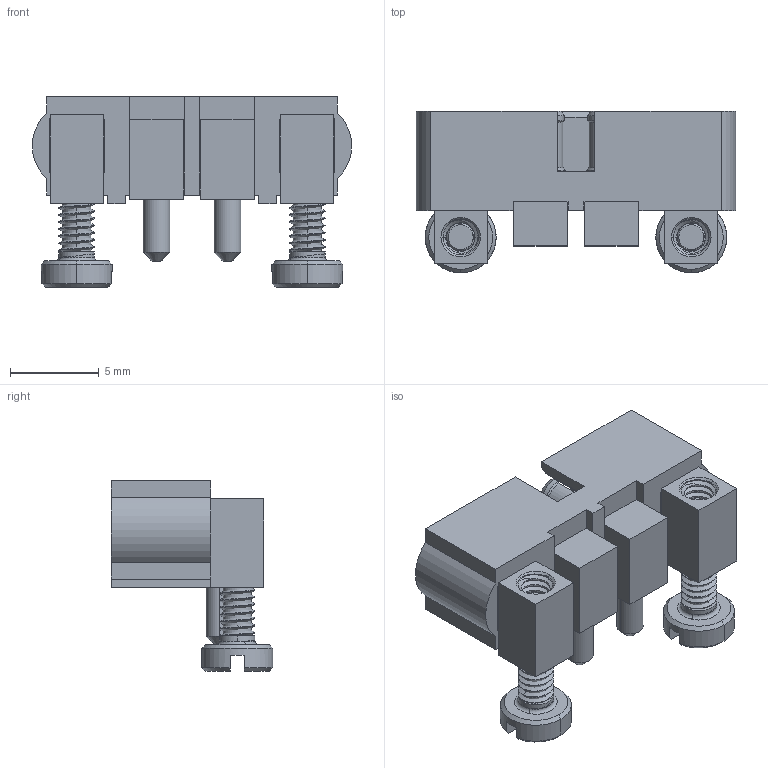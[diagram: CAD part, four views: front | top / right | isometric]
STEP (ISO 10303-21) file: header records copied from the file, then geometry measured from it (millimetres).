
FILE_DESCRIPTION((''),'2;1');
FILE_NAME('M80-5000000M5-02-333-00-000_ASM','2010-08-25T',('cpenrose'),(''),'PRO/ENGINEER BY PARAMETRIC TECHNOLOGY CORPORATION, 2008490','PRO/ENGINEER BY PARAMETRIC TECHNOLOGY CORPORATION, 2008490','');
FILE_SCHEMA(('CONFIG_CONTROL_DESIGN'));
Length unit declared in the file: millimetre
Products named in the file (5): M80-271-02-00-00; M80-2250000; M80-227; M80-333; M80-5000000M5-02-333-00-000_ASM
Assembly tree (7 placements, depth 2):
  M80-5000000M5-02-333-00-000_ASM
    M80-271-02-00-00
    M80-2250000  x2
    M80-227  x2
    M80-333  x2
Bounding box: 18 x 9.1 x 10.75 mm (x, y, z)
Volume: 551.4 mm3; surface area: 1623 mm2
Topology: 7 solids, 13 shells, 487 faces, 1279 edges, 818 vertices
Faces by surface type: cylinder 208, plane 133, cone 76, bspline 66, torus 4
Entity records: 19613 total; most frequent: CARTESIAN_POINT 11833, ORIENTED_EDGE 1448, DIRECTION 1238, EDGE_CURVE 731, VERTEX_POINT 472, AXIS2_PLACEMENT_3D 441, VECTOR 356, LINE 356
